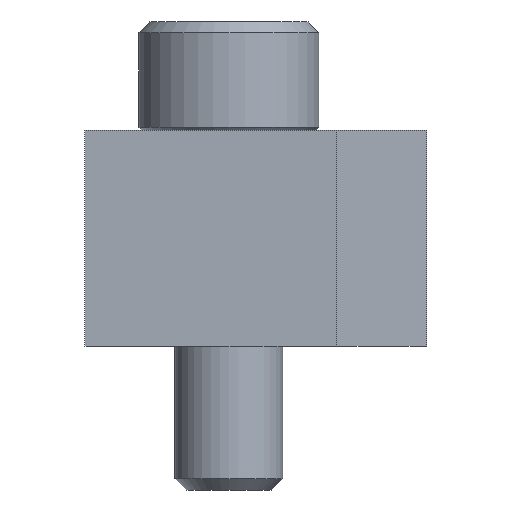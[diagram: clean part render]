
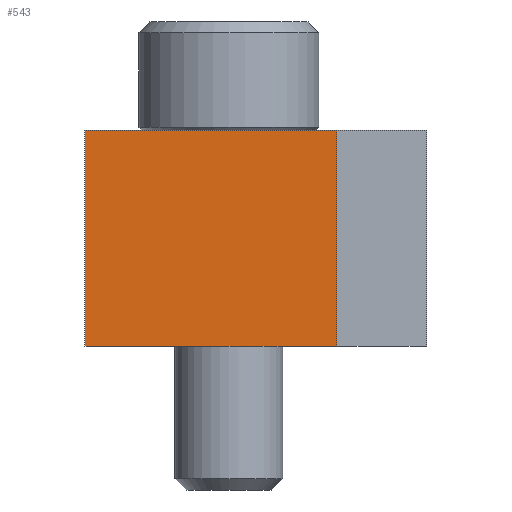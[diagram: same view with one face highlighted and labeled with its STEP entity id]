
A CAD part, front view. The second image highlights one B-rep face of the part: STEP entity #543.
In plain terms, the highlighted face is planar.
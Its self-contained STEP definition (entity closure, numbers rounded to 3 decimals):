
#99=ORIENTED_EDGE('',*,*,#234,.T.);
#100=ORIENTED_EDGE('',*,*,#235,.F.);
#101=ORIENTED_EDGE('',*,*,#236,.F.);
#102=ORIENTED_EDGE('',*,*,#232,.T.);
#232=EDGE_CURVE('',#299,#298,#344,.T.);
#234=EDGE_CURVE('',#298,#300,#346,.T.);
#235=EDGE_CURVE('',#301,#300,#347,.T.);
#236=EDGE_CURVE('',#299,#301,#348,.T.);
#298=VERTEX_POINT('',#871);
#299=VERTEX_POINT('',#873);
#300=VERTEX_POINT('',#877);
#301=VERTEX_POINT('',#879);
#344=LINE('',#872,#381);
#346=LINE('',#876,#383);
#347=LINE('',#878,#384);
#348=LINE('',#880,#385);
#381=VECTOR('',#695,1000.);
#383=VECTOR('',#699,1000.);
#384=VECTOR('',#700,1000.);
#385=VECTOR('',#701,1000.);
#413=EDGE_LOOP('',(#99,#100,#101,#102));
#466=FACE_BOUND('',#413,.T.);
#519=PLANE('',#610);
#543=ADVANCED_FACE('',(#466),#519,.F.);
#610=AXIS2_PLACEMENT_3D('',#875,#697,#698);
#695=DIRECTION('',(-1.,0.,0.));
#697=DIRECTION('',(0.,0.,1.));
#698=DIRECTION('',(1.,0.,0.));
#699=DIRECTION('',(0.,1.,0.));
#700=DIRECTION('',(-1.,0.,0.));
#701=DIRECTION('',(0.,1.,0.));
#871=CARTESIAN_POINT('',(0.,-8.,-6.));
#872=CARTESIAN_POINT('',(12.,-8.,-6.));
#873=CARTESIAN_POINT('',(12.,-8.,-6.));
#875=CARTESIAN_POINT('',(12.,-8.,-6.));
#876=CARTESIAN_POINT('',(0.,-8.,-6.));
#877=CARTESIAN_POINT('',(0.,6.,-6.));
#878=CARTESIAN_POINT('',(12.,6.,-6.));
#879=CARTESIAN_POINT('',(12.,6.,-6.));
#880=CARTESIAN_POINT('',(12.,-8.,-6.));
